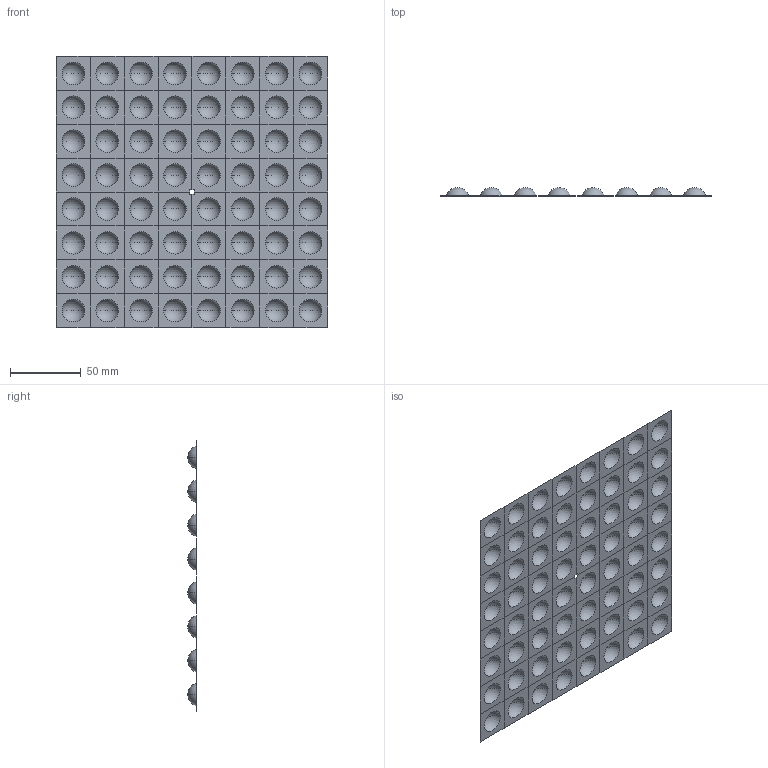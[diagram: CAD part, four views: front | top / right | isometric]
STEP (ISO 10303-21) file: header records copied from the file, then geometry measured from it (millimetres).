
FILE_DESCRIPTION (( 'STEP AP214' ), '1' );
FILE_NAME ('Dome_Sheet.STEP', '2021-04-14T20:49:39', ( '' ), ( '' ), 'SwSTEP 2.0', 'SolidWorks 2019', '' );
FILE_SCHEMA (( 'AUTOMOTIVE_DESIGN' ));
Length unit declared in the file: millimetre
Products named in the file (1): Dome_Sheet
Bounding box: 192 x 6 x 192 mm (x, y, z)
Surface area: 44093.2 mm2 (no closed solid volume)
Topology: 0 solids, 61 shells, 192 faces, 516 edges, 448 vertices
Faces by surface type: sphere 128, plane 64
Entity records: 6263 total; most frequent: DIRECTION 1158, CARTESIAN_POINT 1157, ORIENTED_EDGE 776, EDGE_CURVE 516, AXIS2_PLACEMENT_3D 449, VERTEX_POINT 448, LINE 260, VECTOR 260
